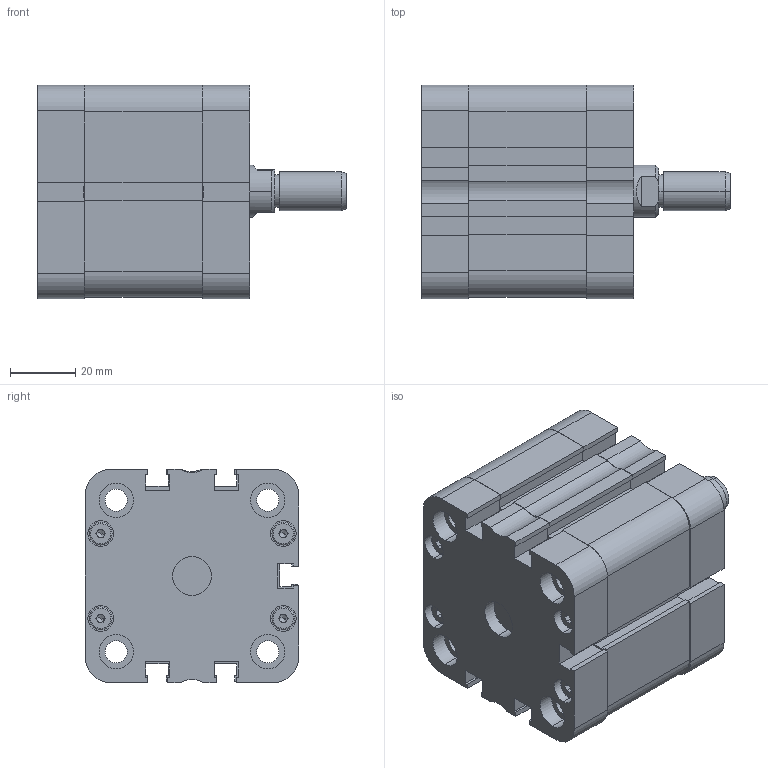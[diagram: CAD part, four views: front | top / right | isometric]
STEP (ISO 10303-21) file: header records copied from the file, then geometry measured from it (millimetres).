
FILE_DESCRIPTION (( 'STEP AP214' ), '1' );
FILE_NAME ('SM_005_050_0020_NP.STEP', '2019-11-14T09:37:23', ( '' ), ( '' ), 'SwSTEP 2.0', 'SolidWorks 2019', '' );
FILE_SCHEMA (( 'AUTOMOTIVE_DESIGN' ));
Length unit declared in the file: millimetre
Products named in the file (21): Tuleja^SM PSM_Tuleja - D050; Kopia Magnes^T³ok kpl_SM PSM_Magnes D050; Pokrywa przód kpl^SM PSM_Pokrywa prz¢d kpl - D050; T³oczysko^SM PSM_Tˆoczysko - D050; Kopia SMART - U. t³oka S^T³ok kpl_SM PSM_U. tˆoka S - D050; Kopia T硂k^T硂k kpl_SM PSM_T坥k - D050; Kopia Pierœcieñ prowadz¹cy^T³ok kpl_SM PSM_Pier˜cieä prowadz¥cy D050; Kopia Tuleja prowadz¹ca^Pokrywa przód kpl_SM PSM_Tuleja prowadz¥ca - D050; Pokrywa ty³ kpl^SM PSM_Pok tyˆ - D050; SM_005_050_0020_NP; Kopia SMART - U. typ Oring - pokrywa^Pokrywa prz kpl_SM PSM_U. typ Oring - D050; socket head thin cap screw_din_DIN 7984 - M8 x 25 --- 21.25N; Kopia Pokrywa przód_Smart - Pok prz¢d - D050; socket head thin cap screw_din_DIN 7984 - M4 x 18 --- 15.9N; T硂k kpl^SM PSM_T坥k kpl - D050; Sprêzyna SM_PSM_050_L1 napi©cie wst©pne; Kopia Pokrywa ty³_Smart - Pok tyˆ - D050; Kopia SMART - U. t硂czyska^Pokrywa prz骴 kpl_SM PSM_U. t坥czyska - D050; Kopia SMART - U. t硂ka wklejana^T硂k kpl_SM PSM_U. t坥ka wklejana - D050; Kopia SMART - U. t硂ka lu焠a^T硂k kpl_SM PSM_U. t坥ka lu玭a - D050; Kopia SMART - U. typ Oring - pokrywa^Pokrywa tyｳ kpl_SM PSM_U. typ Oring - D050
Assembly tree (27 placements, depth 3):
  SM_005_050_0020_NP
    Pokrywa przód kpl^SM PSM_Pokrywa prz¢d kpl - D050
      Kopia Pokrywa przód_Smart - Pok prz¢d - D050
      Kopia SMART - U. typ Oring - pokrywa^Pokrywa prz kpl_SM PSM_U. typ Oring - D050
      Kopia Tuleja prowadz¹ca^Pokrywa przód kpl_SM PSM_Tuleja prowadz¥ca - D050
      Kopia SMART - U. t硂czyska^Pokrywa prz骴 kpl_SM PSM_U. t坥czyska - D050
    Tuleja^SM PSM_Tuleja - D050
    Pokrywa ty³ kpl^SM PSM_Pok tyˆ - D050
      Kopia Pokrywa ty³_Smart - Pok tyˆ - D050
      Kopia SMART - U. typ Oring - pokrywa^Pokrywa tyｳ kpl_SM PSM_U. typ Oring - D050
    T硂k kpl^SM PSM_T坥k kpl - D050
      Kopia T硂k^T硂k kpl_SM PSM_T坥k - D050
      Kopia Magnes^T³ok kpl_SM PSM_Magnes D050
      Kopia Pierœcieñ prowadz¹cy^T³ok kpl_SM PSM_Pier˜cieä prowadz¥cy D050
      Kopia SMART - U. t硂ka lu焠a^T硂k kpl_SM PSM_U. t坥ka lu玭a - D050
      Kopia SMART - U. t硂ka wklejana^T硂k kpl_SM PSM_U. t坥ka wklejana - D050
      Kopia SMART - U. t³oka S^T³ok kpl_SM PSM_U. tˆoka S - D050
    T³oczysko^SM PSM_Tˆoczysko - D050
    socket head thin cap screw_din_DIN 7984 - M4 x 18 --- 15.9N  x8
    socket head thin cap screw_din_DIN 7984 - M8 x 25 --- 21.25N
    Sprêzyna SM_PSM_050_L1 napi©cie wst©pne
Bounding box: 94.7 x 65.5 x 65.5 mm (x, y, z)
Volume: 166791.6 mm3; surface area: 107519.2 mm2
Topology: 25 solids, 25 shells, 1076 faces, 2648 edges, 1699 vertices
Faces by surface type: plane 531, cylinder 324, bspline 110, cone 75, torus 36
Entity records: 35448 total; most frequent: CARTESIAN_POINT 12994, ORIENTED_EDGE 4472, DIRECTION 4311, EDGE_CURVE 2236, AXIS2_PLACEMENT_3D 1503, VERTEX_POINT 1468, VECTOR 1305, LINE 1305
